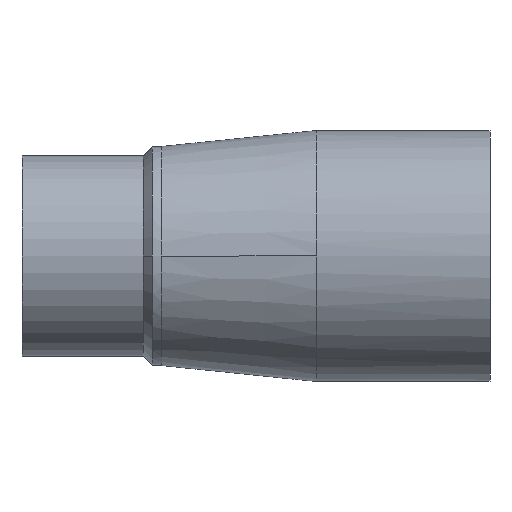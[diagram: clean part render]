
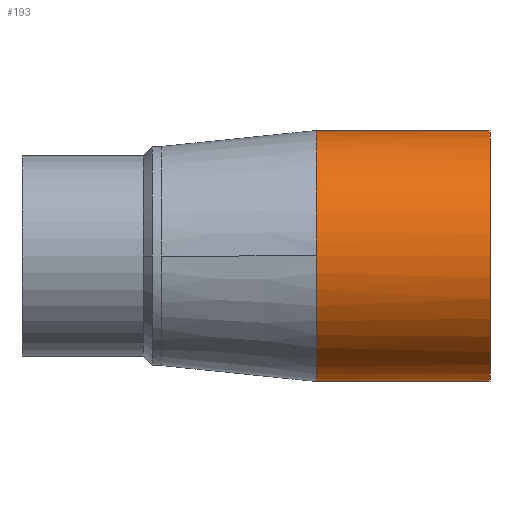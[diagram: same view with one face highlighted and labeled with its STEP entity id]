
A CAD part, front view. The second image highlights one B-rep face of the part: STEP entity #193.
In plain terms, the highlighted cylindrical face has radius 100 mm (diameter 200 mm), a partial arc.
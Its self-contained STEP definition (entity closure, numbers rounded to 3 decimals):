
#149 = EDGE_CURVE( '', #281, #221, #366, .T. );
#193 = ADVANCED_FACE( '', ( #414 ), #415, .T. );
#217 = EDGE_CURVE( '', #233, #317, #444, .T. );
#221 = VERTEX_POINT( '', #448 );
#229 = EDGE_CURVE( '', #221, #249, #456, .T. );
#233 = VERTEX_POINT( '', #460 );
#249 = VERTEX_POINT( '', #479 );
#277 = EDGE_CURVE( '', #249, #233, #509, .T. );
#281 = VERTEX_POINT( '', #513 );
#295 = EDGE_CURVE( '', #317, #281, #528, .T. );
#317 = VERTEX_POINT( '', #551 );
#366 = B_SPLINE_CURVE_WITH_KNOTS( '', 3, ( #872, #873, #874, #875, #876, #877, #878, #879, #880, #881, #882 ), .UNSPECIFIED., .F., .F., ( 4, 1, 1, 1, 1, 1, 1, 1, 4 ), ( 1.571, 1.767, 1.963, 2.16, 2.356, 2.553, 2.749, 2.945, 3.142 ), .UNSPECIFIED. );
#414 = FACE_OUTER_BOUND( '', #1254, .T. );
#415 = CYLINDRICAL_SURFACE( '', #1255, 100. );
#444 = CIRCLE( '', #1835, 100. );
#448 = CARTESIAN_POINT( '', ( 234.5, -100., 0. ) );
#456 = B_SPLINE_CURVE_WITH_KNOTS( '', 3, ( #1867, #1868, #1869, #1870, #1871, #1872, #1873, #1874, #1875, #1876, #1877 ), .UNSPECIFIED., .F., .F., ( 4, 1, 1, 1, 1, 1, 1, 1, 4 ), ( 3.142, 3.338, 3.534, 3.731, 3.927, 4.123, 4.32, 4.516, 4.712 ), .UNSPECIFIED. );
#460 = CARTESIAN_POINT( '', ( 373., 0., -100. ) );
#479 = CARTESIAN_POINT( '', ( 234.5, 0., -100. ) );
#509 = LINE( '', #2022, #2023 );
#513 = CARTESIAN_POINT( '', ( 234.5, 0., 100. ) );
#528 = LINE( '', #2077, #2078 );
#551 = CARTESIAN_POINT( '', ( 373., 0., 100. ) );
#872 = CARTESIAN_POINT( '', ( 234.5, 0., 100. ) );
#873 = CARTESIAN_POINT( '', ( 234.5, -6.545, 100. ) );
#874 = CARTESIAN_POINT( '', ( 234.5, -19.635, 98.711 ) );
#875 = CARTESIAN_POINT( '', ( 234.5, -38.515, 92.983 ) );
#876 = CARTESIAN_POINT( '', ( 234.5, -55.915, 83.683 ) );
#877 = CARTESIAN_POINT( '', ( 234.5, -71.167, 71.166 ) );
#878 = CARTESIAN_POINT( '', ( 234.5, -83.683, 55.915 ) );
#879 = CARTESIAN_POINT( '', ( 234.5, -92.984, 38.515 ) );
#880 = CARTESIAN_POINT( '', ( 234.5, -98.711, 19.635 ) );
#881 = CARTESIAN_POINT( '', ( 234.5, -100., 6.545 ) );
#882 = CARTESIAN_POINT( '', ( 234.5, -100., 0. ) );
#1254 = EDGE_LOOP( '', ( #2188, #2189, #2190, #2191, #2192 ) );
#1255 = AXIS2_PLACEMENT_3D( '', #2193, #2194, #2195 );
#1835 = AXIS2_PLACEMENT_3D( '', #2240, #2241, #2242 );
#1867 = CARTESIAN_POINT( '', ( 234.5, -100., 0. ) );
#1868 = CARTESIAN_POINT( '', ( 234.5, -100., -6.545 ) );
#1869 = CARTESIAN_POINT( '', ( 234.5, -98.711, -19.635 ) );
#1870 = CARTESIAN_POINT( '', ( 234.5, -92.983, -38.515 ) );
#1871 = CARTESIAN_POINT( '', ( 234.5, -83.683, -55.915 ) );
#1872 = CARTESIAN_POINT( '', ( 234.5, -71.166, -71.167 ) );
#1873 = CARTESIAN_POINT( '', ( 234.5, -55.915, -83.683 ) );
#1874 = CARTESIAN_POINT( '', ( 234.5, -38.515, -92.984 ) );
#1875 = CARTESIAN_POINT( '', ( 234.5, -19.635, -98.711 ) );
#1876 = CARTESIAN_POINT( '', ( 234.5, -6.545, -100. ) );
#1877 = CARTESIAN_POINT( '', ( 234.5, 0., -100. ) );
#2022 = CARTESIAN_POINT( '', ( 234.5, 0., -100. ) );
#2023 = VECTOR( '', #2300, 1. );
#2077 = CARTESIAN_POINT( '', ( 234.5, 0., 100. ) );
#2078 = VECTOR( '', #2315, 1. );
#2188 = ORIENTED_EDGE( '', *, *, #277, .T. );
#2189 = ORIENTED_EDGE( '', *, *, #217, .T. );
#2190 = ORIENTED_EDGE( '', *, *, #295, .T. );
#2191 = ORIENTED_EDGE( '', *, *, #149, .T. );
#2192 = ORIENTED_EDGE( '', *, *, #229, .T. );
#2193 = CARTESIAN_POINT( '', ( 234.5, 0., 0. ) );
#2194 = DIRECTION( '', ( -1., 0., 0. ) );
#2195 = DIRECTION( '', ( 0., 0., -1. ) );
#2240 = CARTESIAN_POINT( '', ( 373., 0., 0. ) );
#2241 = DIRECTION( '', ( -1., 0., 0. ) );
#2242 = DIRECTION( '', ( 0., 0., -1. ) );
#2300 = DIRECTION( '', ( 1., 0., 0. ) );
#2315 = DIRECTION( '', ( -1., 0., 0. ) );
